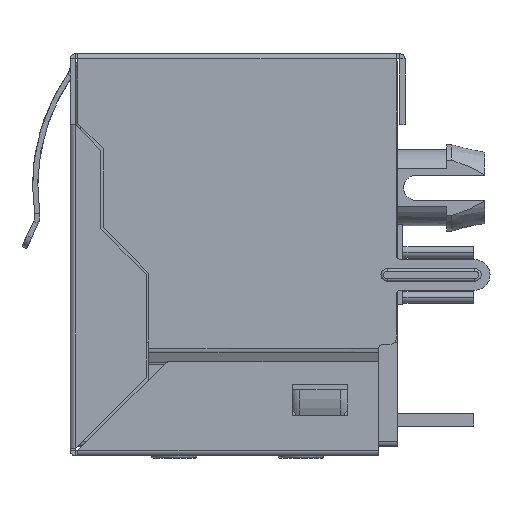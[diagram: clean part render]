
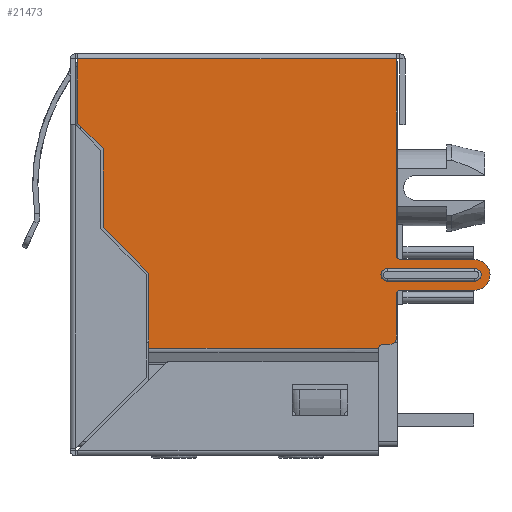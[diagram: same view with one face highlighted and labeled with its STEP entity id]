
A CAD part, left-side view. The second image highlights one B-rep face of the part: STEP entity #21473.
In plain terms, the highlighted planar face has unit normal (-1, 0, 0).
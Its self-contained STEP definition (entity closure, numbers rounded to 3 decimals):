
#15981=DIRECTION('',(0.,1.,0.));
#15982=VECTOR('',#15981,12.55);
#15983=CARTESIAN_POINT('',(-8.3,-6.3,7.775));
#15984=LINE('',#15983,#15982);
#15994=CARTESIAN_POINT('',(-8.3,-6.1,-3.275));
#15995=DIRECTION('',(1.,0.,0.));
#15996=DIRECTION('',(0.,-1.,0.));
#15997=AXIS2_PLACEMENT_3D('',#15994,#15995,#15996);
#15999=CARTESIAN_POINT('',(-8.3,-5.8,
-3.675));
#16000=DIRECTION('',(-1.,0.,0.));
#16001=DIRECTION('',(0.,0.,1.));
#16002=AXIS2_PLACEMENT_3D('',#15999,#16000,#16001);
#16004=DIRECTION('',(0.,0.707,0.707));
#16005=VECTOR('',#16004,2.546);
#16006=CARTESIAN_POINT('',(-8.3,3.45,-0.675));
#16007=LINE('',#16006,#16005);
#16008=DIRECTION('',(0.,0.707,0.707));
#16009=VECTOR('',#16008,1.414);
#16010=CARTESIAN_POINT('',(-8.3,5.25,4.225));
#16011=LINE('',#16010,#16009);
#16012=DIRECTION('',(0.,0.,-1.));
#16013=VECTOR('',#16012,7.72);
#16014=CARTESIAN_POINT('',(-8.3,-6.3,7.775));
#16015=LINE('',#16014,#16013);
#16016=CARTESIAN_POINT('',(-8.3,-6.5,0.055));
#16017=DIRECTION('',(-1.,0.,0.));
#16018=DIRECTION('',(0.,1.,0.));
#16019=AXIS2_PLACEMENT_3D('',#16016,#16017,#16018);
#16021=CARTESIAN_POINT('',(-8.3,-9.4,-0.745));
#16022=DIRECTION('',(1.,0.,0.));
#16023=DIRECTION('',(0.,0.,1.));
#16024=AXIS2_PLACEMENT_3D('',#16021,#16022,#16023);
#16026=CARTESIAN_POINT('',(-8.3,-6.5,-1.545));
#16027=DIRECTION('',(-1.,0.,0.));
#16028=DIRECTION('',(0.,0.,1.));
#16029=AXIS2_PLACEMENT_3D('',#16026,#16027,#16028);
#16031=CARTESIAN_POINT('',(-8.3,-5.95,-0.745));
#16032=DIRECTION('',(-1.,0.,0.));
#16033=DIRECTION('',(0.,0.,1.));
#16034=AXIS2_PLACEMENT_3D('',#16031,#16032,#16033);
#16036=CARTESIAN_POINT('',(-8.3,-9.4,-0.745));
#16037=DIRECTION('',(-1.,0.,0.));
#16038=DIRECTION('',(0.,0.,-1.));
#16039=AXIS2_PLACEMENT_3D('',#16036,#16037,#16038);
#16045=DIRECTION('',(0.,0.,1.));
#16046=VECTOR('',#16045,1.73);
#16047=CARTESIAN_POINT('',(-8.3,-6.3,-3.275));
#16048=LINE('',#16047,#16046);
#16057=DIRECTION('',(0.,-1.,0.));
#16058=VECTOR('',#16057,2.9);
#16059=CARTESIAN_POINT('',(-8.3,-6.5,-1.345));
#16060=LINE('',#16059,#16058);
#16069=DIRECTION('',(0.,1.,0.));
#16070=VECTOR('',#16069,2.9);
#16071=CARTESIAN_POINT('',(-8.3,-9.4,-0.145));
#16072=LINE('',#16071,#16070);
#16144=DIRECTION('',(0.,0.,-1.));
#16145=VECTOR('',#16144,2.55);
#16146=CARTESIAN_POINT('',(-8.3,6.25,7.775));
#16147=LINE('',#16146,#16145);
#16160=DIRECTION('',(0.,0.,-1.));
#16161=VECTOR('',#16160,3.1);
#16162=CARTESIAN_POINT('',(-8.3,5.25,4.225));
#16163=LINE('',#16162,#16161);
#16176=DIRECTION('',(0.,0.,-1.));
#16177=VECTOR('',#16176,2.956);
#16178=CARTESIAN_POINT('',(-8.3,3.45,-0.675));
#16179=LINE('',#16178,#16177);
#16217=DIRECTION('',(0.,-1.,0.));
#16218=VECTOR('',#16217,9.055);
#16219=CARTESIAN_POINT('',(-8.3,3.45,-3.631));
#16220=LINE('',#16219,#16218);
#16225=DIRECTION('',(0.,-1.,0.));
#16226=VECTOR('',#16225,0.3);
#16227=CARTESIAN_POINT('',(-8.3,-5.8,
-3.475));
#16228=LINE('',#16227,#16226);
#16696=DIRECTION('',(0.,-1.,0.));
#16697=VECTOR('',#16696,3.45);
#16698=CARTESIAN_POINT('',(-8.3,-5.95,-0.495));
#16699=LINE('',#16698,#16697);
#16714=DIRECTION('',(0.,1.,0.));
#16715=VECTOR('',#16714,3.45);
#16716=CARTESIAN_POINT('',(-8.3,-9.4,-0.995));
#16717=LINE('',#16716,#16715);
#19947=CARTESIAN_POINT('',(-8.3,6.25,7.775));
#19948=VERTEX_POINT('',#19947);
#19949=CARTESIAN_POINT('',(-8.3,-6.3,7.775));
#19950=VERTEX_POINT('',#19949);
#19951=CARTESIAN_POINT('',(-8.3,-6.3,0.055));
#19952=VERTEX_POINT('',#19951);
#19955=CARTESIAN_POINT('',(-8.3,-6.3,-3.275));
#19956=CARTESIAN_POINT('',(-8.3,-6.1,-3.475));
#19957=VERTEX_POINT('',#19955);
#19958=VERTEX_POINT('',#19956);
#19959=CARTESIAN_POINT('',(-8.3,-5.8,
-3.475));
#19960=VERTEX_POINT('',#19959);
#19961=CARTESIAN_POINT('',(-8.3,-5.605,
-3.631));
#19962=VERTEX_POINT('',#19961);
#19963=CARTESIAN_POINT('',(-8.3,3.45,-3.631));
#19964=VERTEX_POINT('',#19963);
#19965=CARTESIAN_POINT('',(-8.3,3.45,-0.675));
#19966=VERTEX_POINT('',#19965);
#19967=CARTESIAN_POINT('',(-8.3,5.25,1.125));
#19968=VERTEX_POINT('',#19967);
#19969=CARTESIAN_POINT('',(-8.3,5.25,4.225));
#19970=VERTEX_POINT('',#19969);
#19971=CARTESIAN_POINT('',(-8.3,6.25,5.225));
#19972=VERTEX_POINT('',#19971);
#19973=CARTESIAN_POINT('',(-8.3,-6.5,-0.145));
#19974=VERTEX_POINT('',#19973);
#19975=CARTESIAN_POINT('',(-8.3,-9.4,-0.145));
#19976=VERTEX_POINT('',#19975);
#19977=CARTESIAN_POINT('',(-8.3,-9.4,-1.345));
#19978=VERTEX_POINT('',#19977);
#19979=CARTESIAN_POINT('',(-8.3,-6.5,-1.345));
#19980=VERTEX_POINT('',#19979);
#19981=CARTESIAN_POINT('',(-8.3,-6.3,-1.545));
#19982=VERTEX_POINT('',#19981);
#19983=CARTESIAN_POINT('',(-8.3,-5.95,-0.495));
#19984=CARTESIAN_POINT('',(-8.3,-5.95,-0.995));
#19985=VERTEX_POINT('',#19983);
#19986=VERTEX_POINT('',#19984);
#19987=CARTESIAN_POINT('',(-8.3,-9.4,-0.995));
#19988=VERTEX_POINT('',#19987);
#19989=CARTESIAN_POINT('',(-8.3,-9.4,-0.495));
#19990=VERTEX_POINT('',#19989);
#21424=CARTESIAN_POINT('',(-8.3,-1.876,2.072));
#21425=DIRECTION('',(1.,0.,0.));
#21426=DIRECTION('',(0.,-1.,0.));
#21427=AXIS2_PLACEMENT_3D('',#21424,#21425,#21426);
#21428=PLANE('',#21427);
#21430=ORIENTED_EDGE('',*,*,#21429,.T.);
#21432=ORIENTED_EDGE('',*,*,#21431,.F.);
#21434=ORIENTED_EDGE('',*,*,#21433,.T.);
#21436=ORIENTED_EDGE('',*,*,#21435,.F.);
#21438=ORIENTED_EDGE('',*,*,#21437,.F.);
#21440=ORIENTED_EDGE('',*,*,#21439,.T.);
#21442=ORIENTED_EDGE('',*,*,#21441,.F.);
#21444=ORIENTED_EDGE('',*,*,#21443,.T.);
#21446=ORIENTED_EDGE('',*,*,#21445,.F.);
#21447=ORIENTED_EDGE('',*,*,#21390,.F.);
#21448=ORIENTED_EDGE('',*,*,#21414,.T.);
#21450=ORIENTED_EDGE('',*,*,#21449,.T.);
#21452=ORIENTED_EDGE('',*,*,#21451,.F.);
#21454=ORIENTED_EDGE('',*,*,#21453,.T.);
#21456=ORIENTED_EDGE('',*,*,#21455,.F.);
#21458=ORIENTED_EDGE('',*,*,#21457,.T.);
#21460=ORIENTED_EDGE('',*,*,#21459,.F.);
#21461=EDGE_LOOP('',(#21430,#21432,#21434,#21436,#21438,#21440,#21442,#21444,
#21446,#21447,#21448,#21450,#21452,#21454,#21456,#21458,#21460));
#21462=FACE_OUTER_BOUND('',#21461,.F.);
#21464=ORIENTED_EDGE('',*,*,#21463,.T.);
#21466=ORIENTED_EDGE('',*,*,#21465,.F.);
#21468=ORIENTED_EDGE('',*,*,#21467,.T.);
#21470=ORIENTED_EDGE('',*,*,#21469,.F.);
#21471=EDGE_LOOP('',(#21464,#21466,#21468,#21470));
#21472=FACE_BOUND('',#21471,.F.);
#21473=ADVANCED_FACE('',(#21462,#21472),#21428,.F.);
#15998=CIRCLE('',#15997,0.2);
#16003=CIRCLE('',#16002,0.2);
#16020=CIRCLE('',#16019,0.2);
#16025=CIRCLE('',#16024,0.6);
#16030=CIRCLE('',#16029,0.2);
#16035=CIRCLE('',#16034,0.25);
#16040=CIRCLE('',#16039,0.25);
#21390=EDGE_CURVE('',#19950,#19948,#15984,.T.);
#21414=EDGE_CURVE('',#19950,#19952,#16015,.T.);
#21429=EDGE_CURVE('',#19957,#19958,#15998,.T.);
#21431=EDGE_CURVE('',#19960,#19958,#16228,.T.);
#21433=EDGE_CURVE('',#19960,#19962,#16003,.T.);
#21435=EDGE_CURVE('',#19964,#19962,#16220,.T.);
#21437=EDGE_CURVE('',#19966,#19964,#16179,.T.);
#21439=EDGE_CURVE('',#19966,#19968,#16007,.T.);
#21441=EDGE_CURVE('',#19970,#19968,#16163,.T.);
#21443=EDGE_CURVE('',#19970,#19972,#16011,.T.);
#21445=EDGE_CURVE('',#19948,#19972,#16147,.T.);
#21449=EDGE_CURVE('',#19952,#19974,#16020,.T.);
#21451=EDGE_CURVE('',#19976,#19974,#16072,.T.);
#21453=EDGE_CURVE('',#19976,#19978,#16025,.T.);
#21455=EDGE_CURVE('',#19980,#19978,#16060,.T.);
#21457=EDGE_CURVE('',#19980,#19982,#16030,.T.);
#21459=EDGE_CURVE('',#19957,#19982,#16048,.T.);
#21463=EDGE_CURVE('',#19985,#19986,#16035,.T.);
#21465=EDGE_CURVE('',#19988,#19986,#16717,.T.);
#21467=EDGE_CURVE('',#19988,#19990,#16040,.T.);
#21469=EDGE_CURVE('',#19985,#19990,#16699,.T.);
